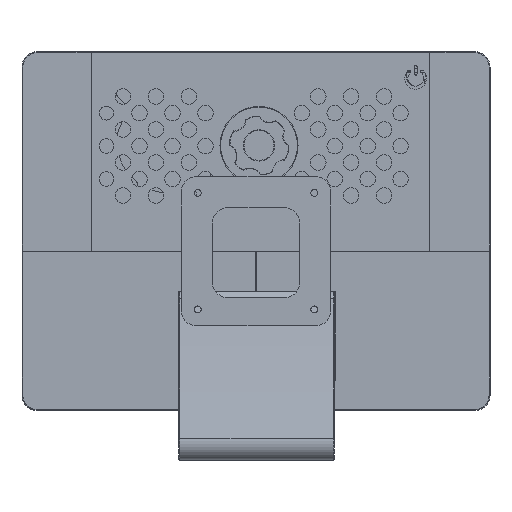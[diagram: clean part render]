
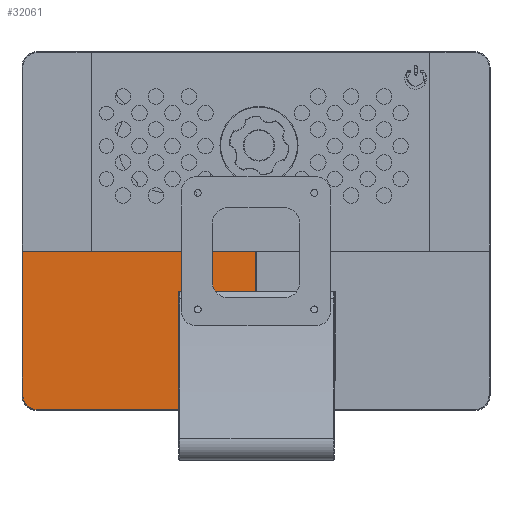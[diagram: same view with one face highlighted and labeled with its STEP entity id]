
A CAD part, front view. The second image highlights one B-rep face of the part: STEP entity #32061.
In plain terms, the highlighted planar face has unit normal (0, -1, 0).
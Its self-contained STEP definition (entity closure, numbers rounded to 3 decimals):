
#31767=CARTESIAN_POINT('',(13.933,204.61,18.647));
#31768=VERTEX_POINT('',#31767);
#31769=CARTESIAN_POINT('',(13.933,204.61,37.574));
#31770=VERTEX_POINT('',#31769);
#31771=CARTESIAN_POINT('',(13.933,204.61,18.647));
#31772=DIRECTION('',(0.,0.,1.));
#31773=VECTOR('',#31772,18.927);
#31774=LINE('',#31771,#31773);
#31775=EDGE_CURVE('',#31768,#31770,#31774,.T.);
#31822=CARTESIAN_POINT('',(13.933,204.61,120.772));
#31823=VERTEX_POINT('',#31822);
#31824=CARTESIAN_POINT('',(13.933,204.61,94.772));
#31825=VERTEX_POINT('',#31824);
#31826=CARTESIAN_POINT('',(13.933,204.61,120.772));
#31827=DIRECTION('',(0.,0.,-1.));
#31828=VECTOR('',#31827,26.);
#31829=LINE('',#31826,#31828);
#31830=EDGE_CURVE('',#31823,#31825,#31829,.T.);
#31893=CARTESIAN_POINT('',(-136.103,204.61,120.772));
#31894=VERTEX_POINT('',#31893);
#31901=CARTESIAN_POINT('',(13.933,204.61,120.772));
#31902=DIRECTION('',(-1.,0.,-0.));
#31903=VECTOR('',#31902,150.035);
#31904=LINE('',#31901,#31903);
#31905=EDGE_CURVE('',#31823,#31894,#31904,.T.);
#31955=CARTESIAN_POINT('',(-36.017,204.61,37.574));
#31956=VERTEX_POINT('',#31955);
#31973=CARTESIAN_POINT('',(-36.017,204.61,94.772));
#31974=VERTEX_POINT('',#31973);
#31981=CARTESIAN_POINT('',(-36.017,204.61,37.574));
#31982=DIRECTION('',(0.,0.,1.));
#31983=VECTOR('',#31982,57.198);
#31984=LINE('',#31981,#31983);
#31985=EDGE_CURVE('',#31956,#31974,#31984,.T.);
#32015=CARTESIAN_POINT('',(19.961,204.61,262.356));
#32016=DIRECTION('',(0.,1.,0.));
#32017=DIRECTION('',(0.,0.,-1.));
#32018=AXIS2_PLACEMENT_3D('',#32015,#32016,#32017);
#32019=PLANE('',#32018);
#32020=CARTESIAN_POINT('',(-136.103,204.61,28.147));
#32021=VERTEX_POINT('',#32020);
#32022=CARTESIAN_POINT('',(-126.603,204.61,18.647));
#32023=VERTEX_POINT('',#32022);
#32024=CARTESIAN_POINT('',(-126.603,204.61,28.147));
#32025=DIRECTION('',(-0.,-1.,-0.));
#32026=DIRECTION('',(0.,-0.,1.));
#32027=AXIS2_PLACEMENT_3D('',#32024,#32025,#32026);
#32028=CIRCLE('',#32027,9.5);
#32029=EDGE_CURVE('',#32021,#32023,#32028,.T.);
#32030=ORIENTED_EDGE('',*,*,#32029,.T.);
#32031=CARTESIAN_POINT('',(-126.603,204.61,18.647));
#32032=DIRECTION('',(1.,-0.,-0.));
#32033=VECTOR('',#32032,140.535);
#32034=LINE('',#32031,#32033);
#32035=EDGE_CURVE('',#32023,#31768,#32034,.T.);
#32036=ORIENTED_EDGE('',*,*,#32035,.T.);
#32037=ORIENTED_EDGE('',*,*,#31775,.T.);
#32038=CARTESIAN_POINT('',(13.933,204.61,37.574));
#32039=DIRECTION('',(-1.,0.,0.));
#32040=VECTOR('',#32039,49.95);
#32041=LINE('',#32038,#32040);
#32042=EDGE_CURVE('',#31770,#31956,#32041,.T.);
#32043=ORIENTED_EDGE('',*,*,#32042,.T.);
#32044=ORIENTED_EDGE('',*,*,#31985,.T.);
#32045=CARTESIAN_POINT('',(-36.017,204.61,94.772));
#32046=DIRECTION('',(1.,-0.,0.));
#32047=VECTOR('',#32046,49.95);
#32048=LINE('',#32045,#32047);
#32049=EDGE_CURVE('',#31974,#31825,#32048,.T.);
#32050=ORIENTED_EDGE('',*,*,#32049,.T.);
#32051=ORIENTED_EDGE('',*,*,#31830,.F.);
#32052=ORIENTED_EDGE('',*,*,#31905,.T.);
#32053=CARTESIAN_POINT('',(-136.103,204.61,120.772));
#32054=DIRECTION('',(-0.,0.,-1.));
#32055=VECTOR('',#32054,92.625);
#32056=LINE('',#32053,#32055);
#32057=EDGE_CURVE('',#31894,#32021,#32056,.T.);
#32058=ORIENTED_EDGE('',*,*,#32057,.T.);
#32059=EDGE_LOOP('',(#32030,#32036,#32037,#32043,#32044,#32050,#32051,#32052,#32058));
#32060=FACE_BOUND('',#32059,.T.);
#32061=ADVANCED_FACE('',(#32060),#32019,.F.);
